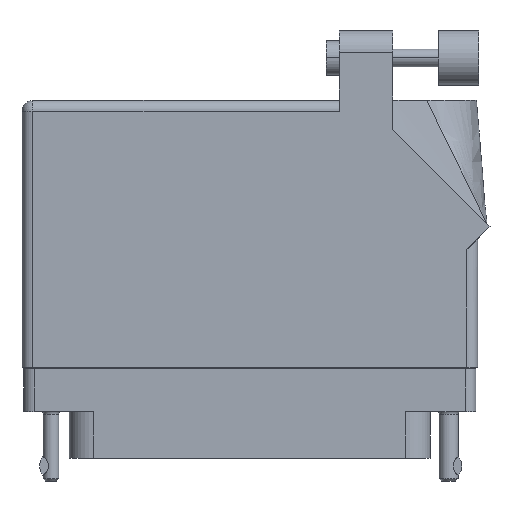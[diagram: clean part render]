
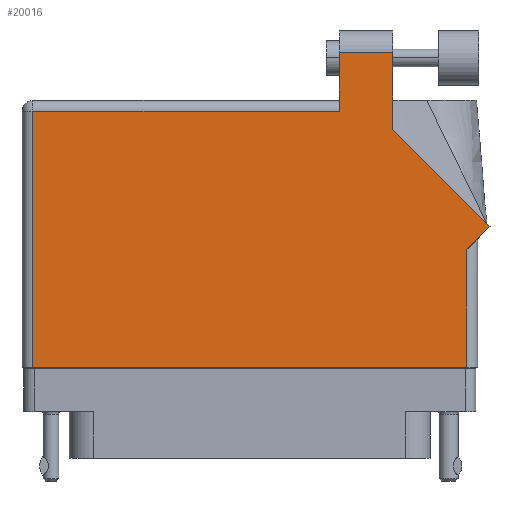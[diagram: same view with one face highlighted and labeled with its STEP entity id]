
A CAD part, front view. The second image highlights one B-rep face of the part: STEP entity #20016.
In plain terms, the highlighted face is planar.
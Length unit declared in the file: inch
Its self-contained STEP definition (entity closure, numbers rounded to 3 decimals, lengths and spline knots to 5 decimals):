
#254 = DIRECTION ( 'NONE',  ( -1., 0., 0. ) ) ;
#1291 = EDGE_CURVE ( 'NONE', #24928, #50345, #57443, .T. ) ;
#1857 = DIRECTION ( 'NONE',  ( 0., -1., 0. ) ) ;
#1876 = CARTESIAN_POINT ( 'NONE',  ( -1.244, 1.368, 0.455 ) ) ;
#2983 = VERTEX_POINT ( 'NONE', #43048 ) ;
#3986 = VERTEX_POINT ( 'NONE', #15988 ) ;
#4819 = LINE ( 'NONE', #37889, #47779 ) ;
#4876 = CARTESIAN_POINT ( 'NONE',  ( -1.306, 1.368, 0.455 ) ) ;
#4884 = LINE ( 'NONE', #9822, #45682 ) ;
#5009 = FACE_OUTER_BOUND ( 'NONE', #18445, .T. ) ;
#5402 = ORIENTED_EDGE ( 'NONE', *, *, #49287, .T. ) ;
#6689 = DIRECTION ( 'NONE',  ( 1., 0., 0. ) ) ;
#7765 = CARTESIAN_POINT ( 'NONE',  ( 1.37671, 0.70771, 0.455 ) ) ;
#8147 = VECTOR ( 'NONE', #37143, 39.37008 ) ;
#8386 = CARTESIAN_POINT ( 'NONE',  ( 1.244, -0.1, 0.455 ) ) ;
#9051 = DIRECTION ( 'NONE',  ( -1., 0., 0. ) ) ;
#9221 = LINE ( 'NONE', #4876, #40284 ) ;
#9407 = DIRECTION ( 'NONE',  ( -0.707, 0.707, 0. ) ) ;
#9571 = CARTESIAN_POINT ( 'NONE',  ( 0.513, 1.705, 0.455 ) ) ;
#9822 = CARTESIAN_POINT ( 'NONE',  ( 0.513, 1.705, 0.455 ) ) ;
#10824 = VECTOR ( 'NONE', #60568, 39.37008 ) ;
#11105 = EDGE_CURVE ( 'NONE', #41277, #35872, #16074, .T. ) ;
#12249 = ORIENTED_EDGE ( 'NONE', *, *, #13113, .T. ) ;
#13113 = EDGE_CURVE ( 'NONE', #2983, #3986, #28473, .T. ) ;
#14544 = ORIENTED_EDGE ( 'NONE', *, *, #21802, .T. ) ;
#15988 = CARTESIAN_POINT ( 'NONE',  ( 0.82, 1.705, 0.455 ) ) ;
#16074 = LINE ( 'NONE', #19490, #25681 ) ;
#17879 = ORIENTED_EDGE ( 'NONE', *, *, #1291, .T. ) ;
#18358 = CARTESIAN_POINT ( 'NONE',  ( 1.37671, 0.70771, 0.455 ) ) ;
#18445 = EDGE_LOOP ( 'NONE', ( #12249, #25811, #60295, #14544, #22056, #5402, #57853, #17879, #23133 ) ) ;
#19088 = DIRECTION ( 'NONE',  ( -1., 0., 0. ) ) ;
#19490 = CARTESIAN_POINT ( 'NONE',  ( -1.244, -0.1, 0.455 ) ) ;
#19535 = DIRECTION ( 'NONE',  ( 0., 0., -1. ) ) ;
#20016 = ADVANCED_FACE ( 'NONE', ( #5009 ), #37177, .F. ) ;
#21802 = EDGE_CURVE ( 'NONE', #51022, #41277, #9221, .T. ) ;
#22056 = ORIENTED_EDGE ( 'NONE', *, *, #11105, .T. ) ;
#23133 = ORIENTED_EDGE ( 'NONE', *, *, #23735, .T. ) ;
#23735 = EDGE_CURVE ( 'NONE', #50345, #2983, #41864, .T. ) ;
#24318 = AXIS2_PLACEMENT_3D ( 'NONE', #42724, #19535, #9051 ) ;
#24928 = VERTEX_POINT ( 'NONE', #53760 ) ;
#25420 = DIRECTION ( 'NONE',  ( 0., 1., 0. ) ) ;
#25681 = VECTOR ( 'NONE', #1857, 39.37008 ) ;
#25811 = ORIENTED_EDGE ( 'NONE', *, *, #35898, .T. ) ;
#27564 = CARTESIAN_POINT ( 'NONE',  ( 0.82, 1.26442, 0.455 ) ) ;
#28473 = LINE ( 'NONE', #27564, #8147 ) ;
#32096 = CARTESIAN_POINT ( 'NONE',  ( 0.513, 1.43, 0.455 ) ) ;
#35872 = VERTEX_POINT ( 'NONE', #56544 ) ;
#35898 = EDGE_CURVE ( 'NONE', #3986, #42905, #4884, .T. ) ;
#37015 = VECTOR ( 'NONE', #48435, 39.37008 ) ;
#37143 = DIRECTION ( 'NONE',  ( 0., 1., 0. ) ) ;
#37177 = PLANE ( 'NONE',  #24318 ) ;
#37889 = CARTESIAN_POINT ( 'NONE',  ( 1.244, 0.637, 0.455 ) ) ;
#40284 = VECTOR ( 'NONE', #19088, 39.37008 ) ;
#41277 = VERTEX_POINT ( 'NONE', #1876 ) ;
#41864 = LINE ( 'NONE', #18358, #47639 ) ;
#42724 = CARTESIAN_POINT ( 'NONE',  ( -1.306, 1.43, 0.455 ) ) ;
#42905 = VERTEX_POINT ( 'NONE', #9571 ) ;
#43048 = CARTESIAN_POINT ( 'NONE',  ( 0.82, 1.26442, 0.455 ) ) ;
#45682 = VECTOR ( 'NONE', #254, 39.37008 ) ;
#47271 = EDGE_CURVE ( 'NONE', #50335, #24928, #4819, .T. ) ;
#47639 = VECTOR ( 'NONE', #9407, 39.37008 ) ;
#47779 = VECTOR ( 'NONE', #25420, 39.37008 ) ;
#48435 = DIRECTION ( 'NONE',  ( 0.707, 0.707, 0. ) ) ;
#49287 = EDGE_CURVE ( 'NONE', #35872, #50335, #49969, .T. ) ;
#49969 = LINE ( 'NONE', #53705, #53299 ) ;
#50225 = CARTESIAN_POINT ( 'NONE',  ( 0.513, 1.368, 0.455 ) ) ;
#50335 = VERTEX_POINT ( 'NONE', #8386 ) ;
#50345 = VERTEX_POINT ( 'NONE', #7765 ) ;
#50841 = EDGE_CURVE ( 'NONE', #42905, #51022, #55624, .T. ) ;
#51022 = VERTEX_POINT ( 'NONE', #50225 ) ;
#53105 = CARTESIAN_POINT ( 'NONE',  ( 1.306, 0.637, 0.455 ) ) ;
#53299 = VECTOR ( 'NONE', #6689, 39.37008 ) ;
#53705 = CARTESIAN_POINT ( 'NONE',  ( -1.306, -0.1, 0.455 ) ) ;
#53760 = CARTESIAN_POINT ( 'NONE',  ( 1.244, 0.575, 0.455 ) ) ;
#55624 = LINE ( 'NONE', #32096, #10824 ) ;
#56544 = CARTESIAN_POINT ( 'NONE',  ( -1.244, -0.1, 0.455 ) ) ;
#57443 = LINE ( 'NONE', #53105, #37015 ) ;
#57853 = ORIENTED_EDGE ( 'NONE', *, *, #47271, .T. ) ;
#60295 = ORIENTED_EDGE ( 'NONE', *, *, #50841, .T. ) ;
#60568 = DIRECTION ( 'NONE',  ( 0., -1., 0. ) ) ;
